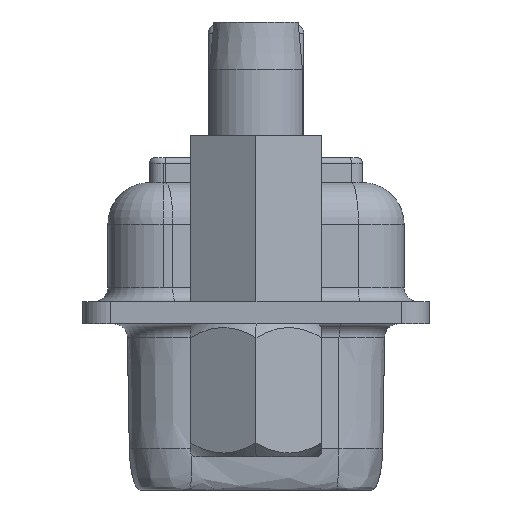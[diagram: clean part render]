
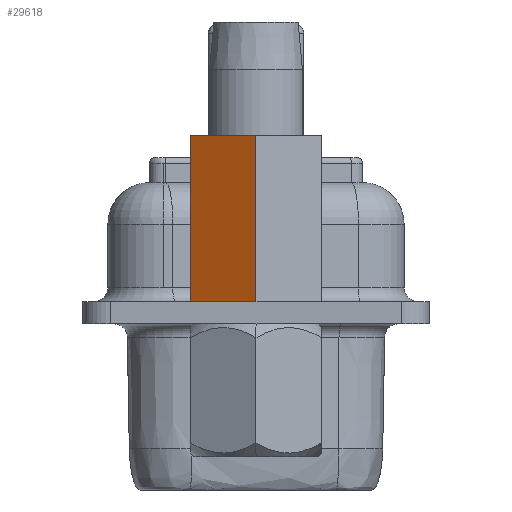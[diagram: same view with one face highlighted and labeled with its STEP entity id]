
A CAD part, left-side view. The second image highlights one B-rep face of the part: STEP entity #29618.
In plain terms, the highlighted planar face has unit normal (-0.866, 0.5, 0).
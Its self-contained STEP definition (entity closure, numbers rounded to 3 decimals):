
#765 = LINE ( 'NONE', #25286, #2159 ) ;
#858 = CARTESIAN_POINT ( 'NONE',  ( -15.237, 0., 6.8 ) ) ;
#2159 = VECTOR ( 'NONE', #29961, 1000. ) ;
#2555 = DIRECTION ( 'NONE',  ( 0.5, 0.866, 0. ) ) ;
#2745 = LINE ( 'NONE', #21339, #20580 ) ;
#3578 = EDGE_LOOP ( 'NONE', ( #26154, #30809, #32467, #7199 ) ) ;
#7199 = ORIENTED_EDGE ( 'NONE', *, *, #21685, .T. ) ;
#8866 = VERTEX_POINT ( 'NONE', #16049 ) ;
#10674 = FACE_OUTER_BOUND ( 'NONE', #3578, .T. ) ;
#11359 = DIRECTION ( 'NONE',  ( 0.866, -0.5, 0. ) ) ;
#12900 = EDGE_CURVE ( 'NONE', #16721, #8866, #765, .T. ) ;
#14897 = VECTOR ( 'NONE', #24852, 1000. ) ;
#16049 = CARTESIAN_POINT ( 'NONE',  ( -15.237, 0., 6.8 ) ) ;
#16056 = DIRECTION ( 'NONE',  ( -0.5, -0.866, 0. ) ) ;
#16121 = CARTESIAN_POINT ( 'NONE',  ( -13.866, 2.375, 12.8 ) ) ;
#16721 = VERTEX_POINT ( 'NONE', #27674 ) ;
#17768 = DIRECTION ( 'NONE',  ( 0., 0., -1. ) ) ;
#18225 = AXIS2_PLACEMENT_3D ( 'NONE', #32010, #11359, #16056 ) ;
#20580 = VECTOR ( 'NONE', #2555, 1000. ) ;
#21339 = CARTESIAN_POINT ( 'NONE',  ( -15.237, 0., 12.8 ) ) ;
#21685 = EDGE_CURVE ( 'NONE', #28826, #31867, #33575, .T. ) ;
#22765 = EDGE_CURVE ( 'NONE', #16721, #28826, #2745, .T. ) ;
#24026 = PLANE ( 'NONE',  #18225 ) ;
#24852 = DIRECTION ( 'NONE',  ( 0.5, 0.866, 0. ) ) ;
#25286 = CARTESIAN_POINT ( 'NONE',  ( -15.237, 0., 12.8 ) ) ;
#25931 = EDGE_CURVE ( 'NONE', #8866, #31867, #29881, .T. ) ;
#26154 = ORIENTED_EDGE ( 'NONE', *, *, #25931, .F. ) ;
#27674 = CARTESIAN_POINT ( 'NONE',  ( -15.237, 0., 12.8 ) ) ;
#28826 = VERTEX_POINT ( 'NONE', #16121 ) ;
#29618 = ADVANCED_FACE ( 'NONE', ( #10674 ), #24026, .F. ) ;
#29881 = LINE ( 'NONE', #858, #14897 ) ;
#29961 = DIRECTION ( 'NONE',  ( 0., 0., -1. ) ) ;
#30809 = ORIENTED_EDGE ( 'NONE', *, *, #12900, .F. ) ;
#31867 = VERTEX_POINT ( 'NONE', #32364 ) ;
#32010 = CARTESIAN_POINT ( 'NONE',  ( -15.237, 0., 12.8 ) ) ;
#32364 = CARTESIAN_POINT ( 'NONE',  ( -13.866, 2.375, 6.8 ) ) ;
#32467 = ORIENTED_EDGE ( 'NONE', *, *, #22765, .T. ) ;
#33238 = CARTESIAN_POINT ( 'NONE',  ( -13.866, 2.375, 12.8 ) ) ;
#33283 = VECTOR ( 'NONE', #17768, 1000. ) ;
#33575 = LINE ( 'NONE', #33238, #33283 ) ;
